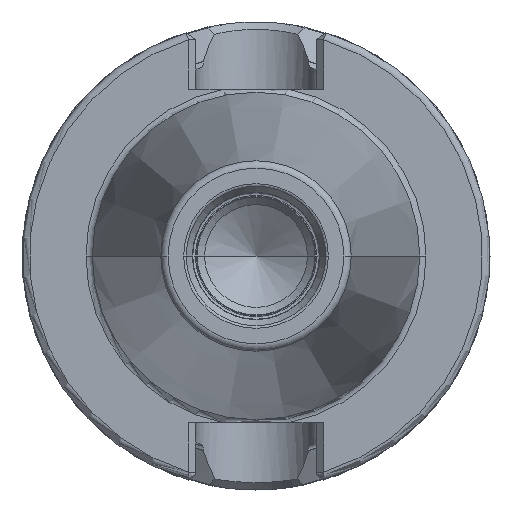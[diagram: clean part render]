
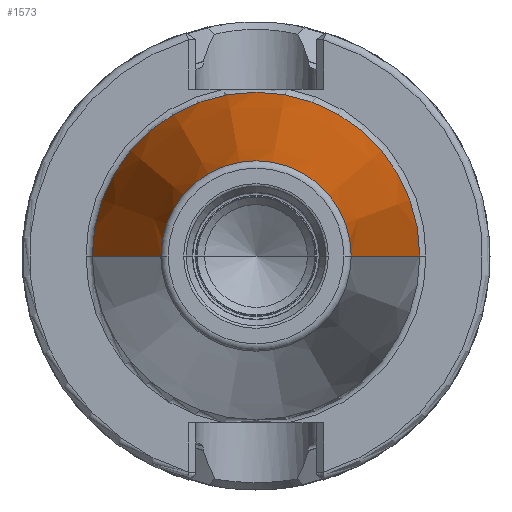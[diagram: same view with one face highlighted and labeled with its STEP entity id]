
A CAD part, left-side view. The second image highlights one B-rep face of the part: STEP entity #1573.
In plain terms, the highlighted conical face has half-angle 8.298 degrees and reference radius 17.426 mm.
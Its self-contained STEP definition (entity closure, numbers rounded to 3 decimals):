
#37=CARTESIAN_POINT('',(-64.544,0.,0.));
#38=DIRECTION('',(1.,0.,0.));
#39=DIRECTION('',(0.,1.,0.));
#40=AXIS2_PLACEMENT_3D('',#37,#38,#39);
#42=CARTESIAN_POINT('',(-1.267,0.,0.));
#43=DIRECTION('',(1.,0.,0.));
#44=DIRECTION('',(0.,1.,0.));
#45=AXIS2_PLACEMENT_3D('',#42,#43,#44);
#47=DIRECTION('',(-0.99,-0.144,0.));
#48=VECTOR('',#47,63.947);
#49=CARTESIAN_POINT('',(-1.267,22.04,0.));
#50=LINE('',#49,#48);
#51=DIRECTION('',(-0.99,0.144,0.));
#52=VECTOR('',#51,63.947);
#53=CARTESIAN_POINT('',(-1.267,-22.04,0.));
#54=LINE('',#53,#52);
#1246=CARTESIAN_POINT('',(-64.544,12.812,0.));
#1248=VERTEX_POINT('',#1246);
#1250=CARTESIAN_POINT('',(-64.544,-12.812,0.));
#1252=VERTEX_POINT('',#1250);
#1465=CARTESIAN_POINT('',(-1.267,22.04,0.));
#1466=VERTEX_POINT('',#1465);
#1467=CARTESIAN_POINT('',(-1.267,-22.04,0.));
#1468=VERTEX_POINT('',#1467);
#1559=CARTESIAN_POINT('',(-32.906,0.,0.));
#1560=DIRECTION('',(1.,0.,0.));
#1561=DIRECTION('',(0.,-1.,0.));
#1562=AXIS2_PLACEMENT_3D('',#1559,#1560,#1561);
#1563=CONICAL_SURFACE('',#1562,17.426,8.298);
#1565=ORIENTED_EDGE('',*,*,#1564,.F.);
#1567=ORIENTED_EDGE('',*,*,#1566,.T.);
#1569=ORIENTED_EDGE('',*,*,#1568,.T.);
#1570=ORIENTED_EDGE('',*,*,#1552,.F.);
#1571=EDGE_LOOP('',(#1565,#1567,#1569,#1570));
#1572=FACE_OUTER_BOUND('',#1571,.F.);
#1573=ADVANCED_FACE('',(#1572),#1563,.T.);
#41=CIRCLE('',#40,12.812);
#46=CIRCLE('',#45,22.04);
#1552=EDGE_CURVE('',#1248,#1252,#41,.T.);
#1564=EDGE_CURVE('',#1466,#1248,#50,.T.);
#1566=EDGE_CURVE('',#1466,#1468,#46,.T.);
#1568=EDGE_CURVE('',#1468,#1252,#54,.T.);
